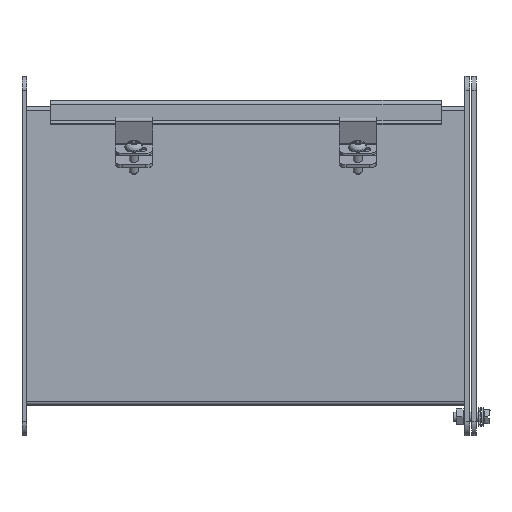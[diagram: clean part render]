
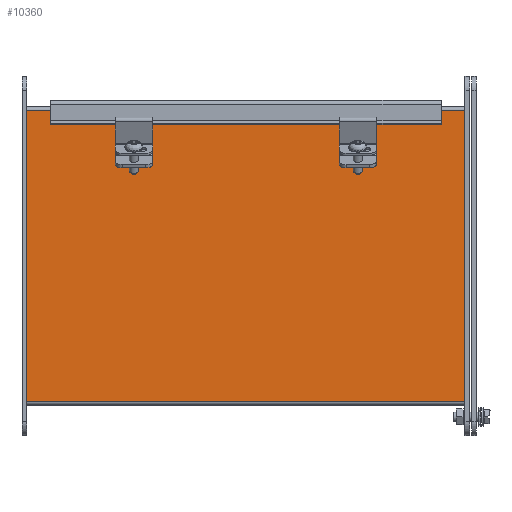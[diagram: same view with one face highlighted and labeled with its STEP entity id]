
A CAD part, front view. The second image highlights one B-rep face of the part: STEP entity #10360.
In plain terms, the highlighted planar face has unit normal (0, -1, 0).
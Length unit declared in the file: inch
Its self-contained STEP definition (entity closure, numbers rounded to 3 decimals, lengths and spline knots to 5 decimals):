
#766 = EDGE_CURVE ( 'NONE', #6855, #6854, #15549, .T. ) ;
#801 = DIRECTION ( 'NONE',  ( 0., 0., -1. ) ) ;
#1472 = ORIENTED_EDGE ( 'NONE', *, *, #766, .T. ) ;
#1816 = EDGE_CURVE ( 'NONE', #5145, #13550, #2081, .T. ) ;
#2081 = LINE ( 'NONE', #7631, #8806 ) ;
#2227 = PLANE ( 'NONE',  #6517 ) ;
#2507 = CARTESIAN_POINT ( 'NONE',  ( -5.875, -4., 0.108 ) ) ;
#3341 = DIRECTION ( 'NONE',  ( 0., 0., 1. ) ) ;
#3704 = CARTESIAN_POINT ( 'NONE',  ( -5.875, -4., 8. ) ) ;
#4021 = ORIENTED_EDGE ( 'NONE', *, *, #15644, .T. ) ;
#4151 = CARTESIAN_POINT ( 'NONE',  ( 5.875, -4., 7.892 ) ) ;
#5145 = VERTEX_POINT ( 'NONE', #16530 ) ;
#5230 = EDGE_LOOP ( 'NONE', ( #1472, #4021, #7915, #10433 ) ) ;
#6517 = AXIS2_PLACEMENT_3D ( 'NONE', #8259, #13906, #801 ) ;
#6854 = VERTEX_POINT ( 'NONE', #15005 ) ;
#6855 = VERTEX_POINT ( 'NONE', #9730 ) ;
#7631 = CARTESIAN_POINT ( 'NONE',  ( 5.875, -4., 8. ) ) ;
#7915 = ORIENTED_EDGE ( 'NONE', *, *, #1816, .T. ) ;
#8259 = CARTESIAN_POINT ( 'NONE',  ( -5.875, -4., 8. ) ) ;
#8421 = DIRECTION ( 'NONE',  ( -1., 0., 0. ) ) ;
#8445 = DIRECTION ( 'NONE',  ( 1., 0., 0. ) ) ;
#8806 = VECTOR ( 'NONE', #3341, 39.37008 ) ;
#9414 = FACE_OUTER_BOUND ( 'NONE', #5230, .T. ) ;
#9730 = CARTESIAN_POINT ( 'NONE',  ( -5.875, -4., 7.892 ) ) ;
#9883 = LINE ( 'NONE', #2507, #13810 ) ;
#10360 = ADVANCED_FACE ( 'NONE', ( #9414 ), #2227, .T. ) ;
#10433 = ORIENTED_EDGE ( 'NONE', *, *, #18377, .T. ) ;
#11513 = VECTOR ( 'NONE', #12696, 39.37008 ) ;
#12696 = DIRECTION ( 'NONE',  ( 0., 0., -1. ) ) ;
#12736 = CARTESIAN_POINT ( 'NONE',  ( -5.875, -4., 7.892 ) ) ;
#13550 = VERTEX_POINT ( 'NONE', #4151 ) ;
#13810 = VECTOR ( 'NONE', #8445, 39.37008 ) ;
#13906 = DIRECTION ( 'NONE',  ( 0., -1., 0. ) ) ;
#14455 = VECTOR ( 'NONE', #8421, 39.37008 ) ;
#15005 = CARTESIAN_POINT ( 'NONE',  ( -5.875, -4., 0.108 ) ) ;
#15549 = LINE ( 'NONE', #3704, #11513 ) ;
#15644 = EDGE_CURVE ( 'NONE', #6854, #5145, #9883, .T. ) ;
#16530 = CARTESIAN_POINT ( 'NONE',  ( 5.875, -4., 0.108 ) ) ;
#18377 = EDGE_CURVE ( 'NONE', #13550, #6855, #18640, .T. ) ;
#18640 = LINE ( 'NONE', #12736, #14455 ) ;
